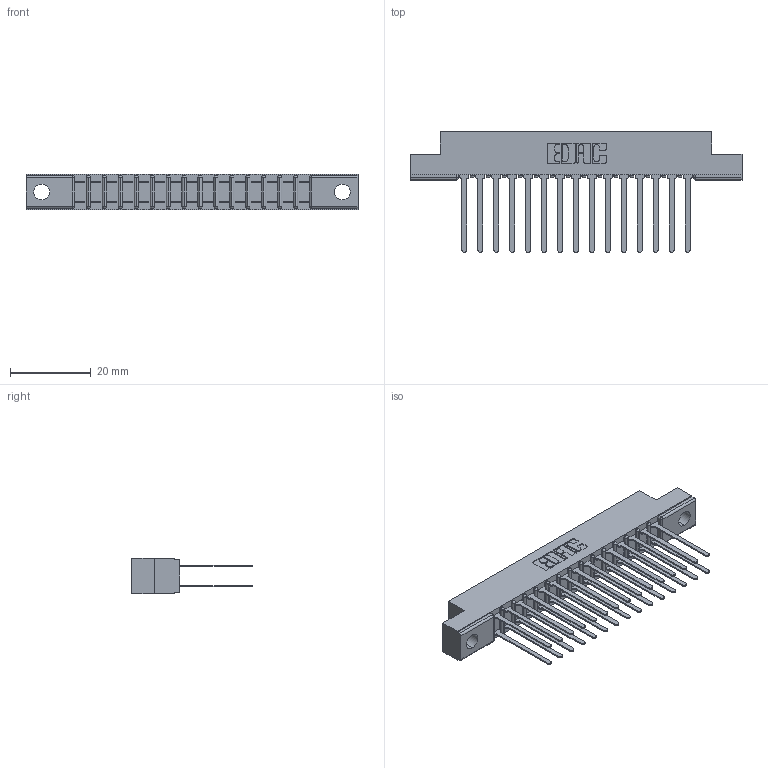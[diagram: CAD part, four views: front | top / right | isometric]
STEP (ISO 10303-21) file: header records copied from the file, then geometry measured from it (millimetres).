
FILE_DESCRIPTION (( 'STEP AP203' ), '1' );
FILE_NAME ('307-030-540-202.STEP', '2019-09-06T00:38:51', ( '' ), ( '' ), 'SwSTEP 2.0', 'SolidWorks 2016', '' );
FILE_SCHEMA (( 'CONFIG_CONTROL_DESIGN' ));
Length unit declared in the file: inch
Products named in the file (3): 307-290-001_540; 307 Part_.128 Dia Mounting Holes; 307-030-540-202
Assembly tree (31 placements, depth 2):
  307-030-540-202
    307 Part_.128 Dia Mounting Holes
    307-290-001_540  x30
Bounding box: 82.45 x 30 x 8.71 mm (x, y, z)
Volume: 5473.5 mm3; surface area: 10105.1 mm2
Topology: 31 solids, 31 shells, 1514 faces, 4223 edges, 2730 vertices
Faces by surface type: plane 1000, cylinder 482, sphere 32
Entity records: 16638 total; most frequent: CARTESIAN_POINT 2727, ORIENTED_EDGE 2698, DIRECTION 2683, EDGE_CURVE 1349, LINE 1023, VECTOR 1023, VERTEX_POINT 874, AXIS2_PLACEMENT_3D 830
